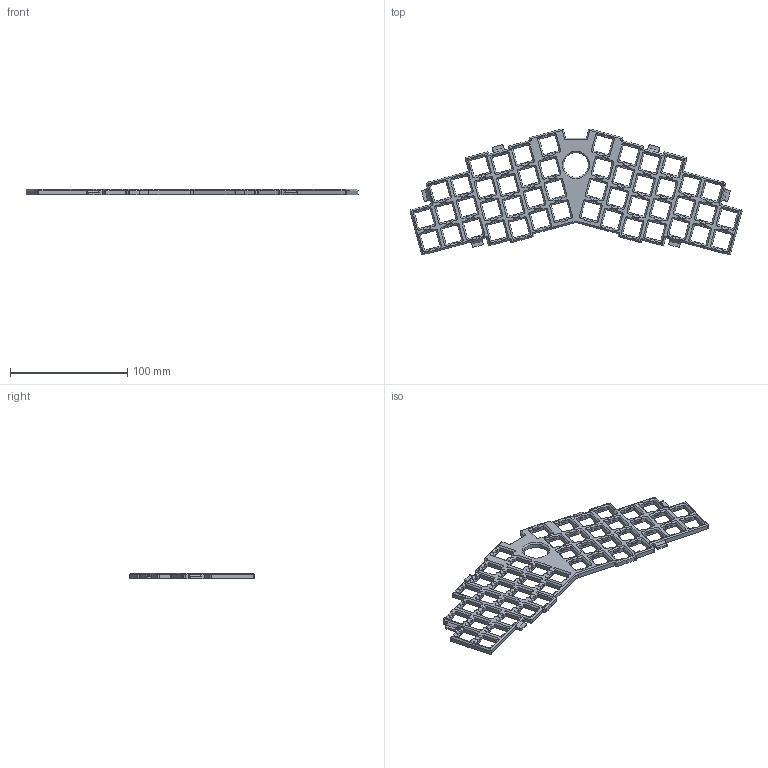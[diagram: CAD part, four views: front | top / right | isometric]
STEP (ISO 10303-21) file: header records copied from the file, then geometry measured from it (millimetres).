
FILE_DESCRIPTION(/* description */ ('STEP AP242','CAx-IF Rec.Pracs.---Representation and Presentation of Product Manufacturing Information (PMI)---4.0---2014-10-13','CAx-IF Rec.Pracs.---3D Tessellated Geometry---0.4---2014-09-14','2;1'),/* implementation_level */ '2;1');
FILE_NAME(/* name */ '68ae545a24e9267e0fe4f6d4',/* time_stamp */ '2025-08-27T00:42:05Z',/* author */ (''),/* organization */ (''),/* preprocessor_version */ 'ST-DEVELOPER v20',/* originating_system */ 'ONSHAPE BY PTC INC, 1.202',/* authorisation */ ' ');
FILE_SCHEMA (('AP242_MANAGED_MODEL_BASED_3D_ENGINEERING_MIM_LF { 1 0 10303 442 1 1 4 }'));
Products named in the file (1): 60145-01
Bounding box: 283.12 x 107.14 x 4.8 mm (x, y, z)
Volume: 44095.7 mm3; surface area: 34929.9 mm2
Topology: 1 solids, 1 shells, 2188 faces, 6169 edges, 3739 vertices
Faces by surface type: plane 880, cylinder 678, cone 630
Full cylindrical faces by diameter (mm): 21 x1
Entity records: 69225 total; most frequent: CARTESIAN_POINT 13803, ORIENTED_EDGE 11898, DIRECTION 11465, EDGE_CURVE 5949, AXIS2_PLACEMENT_3D 3969, VERTEX_POINT 3739, LINE 3527, VECTOR 3527
